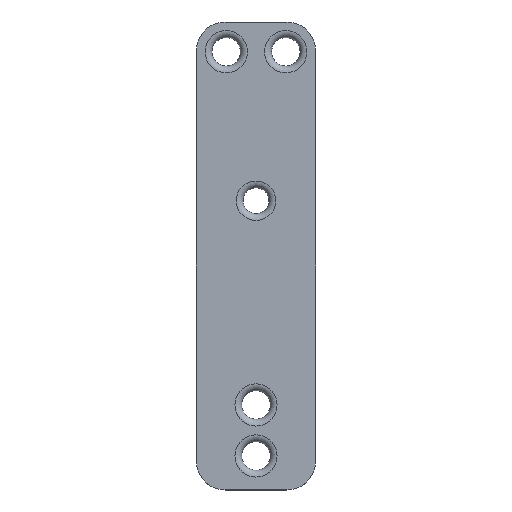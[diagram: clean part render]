
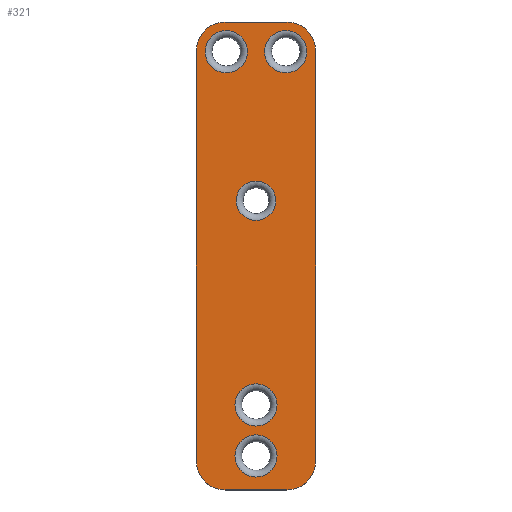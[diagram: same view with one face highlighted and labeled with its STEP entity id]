
A CAD part, top view. The second image highlights one B-rep face of the part: STEP entity #321.
In plain terms, the highlighted planar face has unit normal (0, 0, 1).
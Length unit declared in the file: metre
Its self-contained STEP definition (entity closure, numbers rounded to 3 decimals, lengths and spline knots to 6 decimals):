
#21=CIRCLE('',#359,0.0031);
#22=CIRCLE('',#360,0.0031);
#23=CIRCLE('',#361,0.0029);
#24=CIRCLE('',#362,0.0031);
#25=CIRCLE('',#363,0.0031);
#26=CIRCLE('',#364,0.0042);
#27=CIRCLE('',#365,0.0042);
#28=CIRCLE('',#366,0.0042);
#29=CIRCLE('',#367,0.0042);
#69=ORIENTED_EDGE('',*,*,#147,.T.);
#70=ORIENTED_EDGE('',*,*,#148,.T.);
#71=ORIENTED_EDGE('',*,*,#149,.T.);
#72=ORIENTED_EDGE('',*,*,#150,.T.);
#73=ORIENTED_EDGE('',*,*,#151,.T.);
#74=ORIENTED_EDGE('',*,*,#133,.T.);
#75=ORIENTED_EDGE('',*,*,#152,.T.);
#76=ORIENTED_EDGE('',*,*,#135,.T.);
#77=ORIENTED_EDGE('',*,*,#153,.T.);
#78=ORIENTED_EDGE('',*,*,#143,.F.);
#79=ORIENTED_EDGE('',*,*,#154,.T.);
#80=ORIENTED_EDGE('',*,*,#129,.F.);
#81=ORIENTED_EDGE('',*,*,#155,.T.);
#129=EDGE_CURVE('',#168,#169,#199,.T.);
#133=EDGE_CURVE('',#173,#172,#203,.T.);
#135=EDGE_CURVE('',#174,#175,#205,.T.);
#143=EDGE_CURVE('',#182,#183,#209,.T.);
#147=EDGE_CURVE('',#186,#186,#21,.F.);
#148=EDGE_CURVE('',#187,#187,#22,.F.);
#149=EDGE_CURVE('',#188,#188,#23,.F.);
#150=EDGE_CURVE('',#189,#189,#24,.F.);
#151=EDGE_CURVE('',#190,#190,#25,.F.);
#152=EDGE_CURVE('',#172,#174,#26,.T.);
#153=EDGE_CURVE('',#175,#183,#27,.T.);
#154=EDGE_CURVE('',#182,#169,#28,.T.);
#155=EDGE_CURVE('',#168,#173,#29,.T.);
#168=VERTEX_POINT('',#501);
#169=VERTEX_POINT('',#503);
#172=VERTEX_POINT('',#510);
#173=VERTEX_POINT('',#512);
#174=VERTEX_POINT('',#516);
#175=VERTEX_POINT('',#517);
#182=VERTEX_POINT('',#535);
#183=VERTEX_POINT('',#536);
#186=VERTEX_POINT('',#544);
#187=VERTEX_POINT('',#546);
#188=VERTEX_POINT('',#548);
#189=VERTEX_POINT('',#550);
#190=VERTEX_POINT('',#552);
#199=LINE('',#502,#215);
#203=LINE('',#511,#219);
#205=LINE('',#515,#221);
#209=LINE('',#534,#225);
#215=VECTOR('',#397,1.);
#219=VECTOR('',#403,1.);
#221=VECTOR('',#407,1.);
#225=VECTOR('',#425,1.);
#237=EDGE_LOOP('',(#69));
#238=EDGE_LOOP('',(#70));
#239=EDGE_LOOP('',(#71));
#240=EDGE_LOOP('',(#72));
#241=EDGE_LOOP('',(#73));
#242=EDGE_LOOP('',(#74,#75,#76,#77,#78,#79,#80,#81));
#277=FACE_BOUND('',#237,.T.);
#278=FACE_BOUND('',#238,.T.);
#279=FACE_BOUND('',#239,.T.);
#280=FACE_BOUND('',#240,.T.);
#281=FACE_BOUND('',#241,.T.);
#282=FACE_BOUND('',#242,.T.);
#313=PLANE('',#358);
#321=ADVANCED_FACE('',(#277,#278,#279,#280,#281,#282),#313,.T.);
#358=AXIS2_PLACEMENT_3D('',#542,#429,#430);
#359=AXIS2_PLACEMENT_3D('',#543,#431,#432);
#360=AXIS2_PLACEMENT_3D('',#545,#433,#434);
#361=AXIS2_PLACEMENT_3D('',#547,#435,#436);
#362=AXIS2_PLACEMENT_3D('',#549,#437,#438);
#363=AXIS2_PLACEMENT_3D('',#551,#439,#440);
#364=AXIS2_PLACEMENT_3D('',#553,#441,#442);
#365=AXIS2_PLACEMENT_3D('',#554,#443,#444);
#366=AXIS2_PLACEMENT_3D('',#555,#445,#446);
#367=AXIS2_PLACEMENT_3D('',#556,#447,#448);
#397=DIRECTION('',(0.,1.,0.));
#403=DIRECTION('',(1.,0.,0.));
#407=DIRECTION('',(0.,1.,0.));
#425=DIRECTION('',(1.,0.,0.));
#429=DIRECTION('',(0.,0.,1.));
#430=DIRECTION('',(1.,0.,0.));
#431=DIRECTION('',(0.,0.,1.));
#432=DIRECTION('',(1.,0.,0.));
#433=DIRECTION('',(0.,0.,1.));
#434=DIRECTION('',(1.,0.,0.));
#435=DIRECTION('',(0.,0.,1.));
#436=DIRECTION('',(1.,0.,0.));
#437=DIRECTION('',(0.,0.,1.));
#438=DIRECTION('',(1.,0.,0.));
#439=DIRECTION('',(0.,0.,1.));
#440=DIRECTION('',(1.,0.,0.));
#441=DIRECTION('',(0.,0.,1.));
#442=DIRECTION('',(1.,0.,0.));
#443=DIRECTION('',(0.,0.,1.));
#444=DIRECTION('',(1.,0.,0.));
#445=DIRECTION('',(0.,0.,1.));
#446=DIRECTION('',(1.,0.,0.));
#447=DIRECTION('',(0.,0.,1.));
#448=DIRECTION('',(1.,0.,0.));
#501=CARTESIAN_POINT('',(-0.00875,0.0367,0.1242));
#502=CARTESIAN_POINT('',(-0.00875,0.066888,0.1242));
#503=CARTESIAN_POINT('',(-0.00875,0.097075,0.1242));
#510=CARTESIAN_POINT('',(0.00455,0.0325,0.1242));
#511=CARTESIAN_POINT('',(0.,0.0325,0.1242));
#512=CARTESIAN_POINT('',(-0.00455,0.0325,0.1242));
#515=CARTESIAN_POINT('',(0.00875,0.066888,0.1242));
#516=CARTESIAN_POINT('',(0.00875,0.0367,0.1242));
#517=CARTESIAN_POINT('',(0.00875,0.097075,0.1242));
#534=CARTESIAN_POINT('',(0.,0.101275,0.1242));
#535=CARTESIAN_POINT('',(-0.00455,0.101275,0.1242));
#536=CARTESIAN_POINT('',(0.00455,0.101275,0.1242));
#542=CARTESIAN_POINT('',(0.,0.002188,0.1242));
#543=CARTESIAN_POINT('',(0.004375,0.0969,0.1242));
#544=CARTESIAN_POINT('',(0.007475,0.0969,0.1242));
#545=CARTESIAN_POINT('',(-0.004375,0.0969,0.1242));
#546=CARTESIAN_POINT('',(-0.001275,0.0969,0.1242));
#547=CARTESIAN_POINT('',(0.,0.075,0.1242));
#548=CARTESIAN_POINT('',(0.0029,0.075,0.1242));
#549=CARTESIAN_POINT('',(0.,0.045,0.1242));
#550=CARTESIAN_POINT('',(0.0031,0.045,0.1242));
#551=CARTESIAN_POINT('',(0.,0.0375,0.1242));
#552=CARTESIAN_POINT('',(0.0031,0.0375,0.1242));
#553=CARTESIAN_POINT('',(0.00455,0.0367,0.1242));
#554=CARTESIAN_POINT('',(0.00455,0.097075,0.1242));
#555=CARTESIAN_POINT('',(-0.00455,0.097075,0.1242));
#556=CARTESIAN_POINT('',(-0.00455,0.0367,0.1242));
